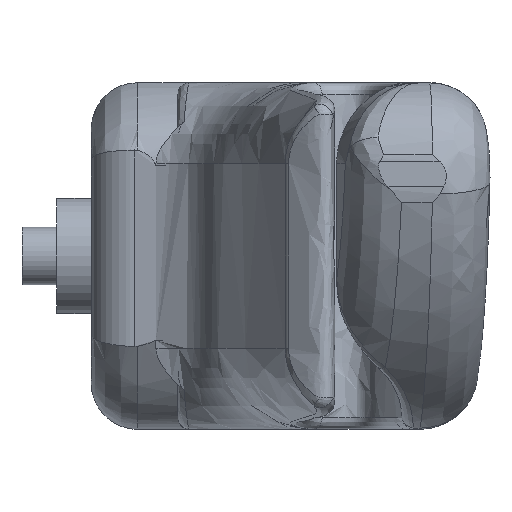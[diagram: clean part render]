
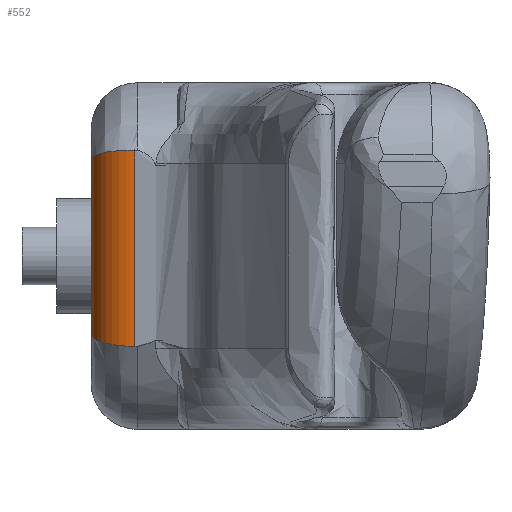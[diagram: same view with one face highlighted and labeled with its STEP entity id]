
A CAD part, left-side view. The second image highlights one B-rep face of the part: STEP entity #552.
In plain terms, the highlighted cylindrical face has radius 8 mm (diameter 16 mm), a partial arc.
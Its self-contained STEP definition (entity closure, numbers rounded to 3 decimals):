
#172 = CARTESIAN_POINT ( 'NONE',  ( 41.243, 37.5, 18.355 ) ) ;
#353 = CARTESIAN_POINT ( 'NONE',  ( 49.228, 45., -13.579 ) ) ;
#552 = ADVANCED_FACE ( 'NONE', ( #7104 ), #3344, .T. ) ;
#555 = LINE ( 'NONE', #6954, #3278 ) ;
#822 = ORIENTED_EDGE ( 'NONE', *, *, #8522, .T. ) ;
#881 = ORIENTED_EDGE ( 'NONE', *, *, #3767, .F. ) ;
#1061 = CARTESIAN_POINT ( 'NONE',  ( 46.804, 44.64, 17.186 ) ) ;
#1297 = CARTESIAN_POINT ( 'NONE',  ( 42.486, 41.337, -15.338 ) ) ;
#1413 = CARTESIAN_POINT ( 'NONE',  ( 43.426, 42.531, -15.094 ) ) ;
#1443 = VERTEX_POINT ( 'NONE', #10565 ) ;
#1470 = CARTESIAN_POINT ( 'NONE',  ( 46.777, 44.632, -14.222 ) ) ;
#1526 = DIRECTION ( 'NONE',  ( 0., 0., 1. ) ) ;
#1531 = ORIENTED_EDGE ( 'NONE', *, *, #2293, .F. ) ;
#1757 = DIRECTION ( 'NONE',  ( 0., 0., -1. ) ) ;
#1819 = CARTESIAN_POINT ( 'NONE',  ( 41.243, 37.5, 18.4 ) ) ;
#1884 = CARTESIAN_POINT ( 'NONE',  ( 45.883, 44.272, 17.414 ) ) ;
#2178 = CARTESIAN_POINT ( 'NONE',  ( 41.243, 37.5, -15.66 ) ) ;
#2239 = CARTESIAN_POINT ( 'NONE',  ( 44.161, 43.212, -14.903 ) ) ;
#2293 = EDGE_CURVE ( 'NONE', #1443, #4162, #6378, .T. ) ;
#2331 = VERTEX_POINT ( 'NONE', #11046 ) ;
#2601 = CARTESIAN_POINT ( 'NONE',  ( 41.798, 39.978, 18.256 ) ) ;
#2768 = CARTESIAN_POINT ( 'NONE',  ( 47.279, 44.775, 17.06 ) ) ;
#2822 = CARTESIAN_POINT ( 'NONE',  ( 41.898, 40.216, 18.238 ) ) ;
#2905 = CARTESIAN_POINT ( 'NONE',  ( 49.228, 45., -13.579 ) ) ;
#3253 = DIRECTION ( 'NONE',  ( 0., 0., 1. ) ) ;
#3278 = VECTOR ( 'NONE', #3253, 1000. ) ;
#3344 = CYLINDRICAL_SURFACE ( 'NONE', #10214, 8. ) ;
#3377 = ORIENTED_EDGE ( 'NONE', *, *, #9808, .F. ) ;
#3652 = CARTESIAN_POINT ( 'NONE',  ( 49.228, 45., 16.454 ) ) ;
#3707 = CARTESIAN_POINT ( 'NONE',  ( 43.433, 42.539, 17.947 ) ) ;
#3767 = EDGE_CURVE ( 'NONE', #7393, #1443, #555, .T. ) ;
#4162 = VERTEX_POINT ( 'NONE', #6528 ) ;
#4221 = CARTESIAN_POINT ( 'NONE',  ( 41.548, 39.255, -15.581 ) ) ;
#4248 = EDGE_LOOP ( 'NONE', ( #822, #3377, #1531, #881 ) ) ;
#4579 = CARTESIAN_POINT ( 'NONE',  ( 43.089, 42.155, 18.014 ) ) ;
#5050 = CARTESIAN_POINT ( 'NONE',  ( 42.227, 40.905, -15.405 ) ) ;
#5471 = CARTESIAN_POINT ( 'NONE',  ( 45.435, 44.048, 17.519 ) ) ;
#5528 = CARTESIAN_POINT ( 'NONE',  ( 41.356, 38.517, 18.335 ) ) ;
#5821 = CARTESIAN_POINT ( 'NONE',  ( 46.086, 44.362, -14.403 ) ) ;
#5911 = B_SPLINE_CURVE_WITH_KNOTS ( 'NONE', 3,
 ( #353, #6871, #9521, #7751, #1470, #5821, #9462, #6639, #10399, #10227, #2239, #1413, #6701, #1297, #5050, #10458, #11165, #9575, #4221, #8698, #7640, #2178 ),
 .UNSPECIFIED., .F., .F.,
 ( 4, 2, 2, 2, 2, 2, 2, 2, 2, 2, 4 ),
 ( 0., 0.002, 0.003, 0.004, 0.005, 0.006, 0.008, 0.009, 0.01, 0.011, 0.012 ),
 .UNSPECIFIED. ) ;
#6185 = CARTESIAN_POINT ( 'NONE',  ( 48.743, 45., 16.622 ) ) ;
#6224 = CARTESIAN_POINT ( 'NONE',  ( 49.228, 37., 0.513 ) ) ;
#6378 = B_SPLINE_CURVE_WITH_KNOTS ( 'NONE', 3,
 ( #3652, #6185, #10820, #2768, #1061, #9936, #1884, #5471, #9056, #8003, #11589, #3707, #4579, #10874, #9989, #2822, #2601, #10653, #6408, #5528, #8227, #172 ),
 .UNSPECIFIED., .F., .F.,
 ( 4, 2, 2, 2, 2, 2, 2, 2, 2, 2, 4 ),
 ( 0., 0.002, 0.003, 0.004, 0.005, 0.006, 0.008, 0.009, 0.01, 0.011, 0.012 ),
 .UNSPECIFIED. ) ;
#6408 = CARTESIAN_POINT ( 'NONE',  ( 41.548, 39.255, 18.301 ) ) ;
#6528 = CARTESIAN_POINT ( 'NONE',  ( 41.243, 37.5, 18.355 ) ) ;
#6639 = CARTESIAN_POINT ( 'NONE',  ( 45.414, 44.037, -14.578 ) ) ;
#6701 = CARTESIAN_POINT ( 'NONE',  ( 43.085, 42.15, -15.183 ) ) ;
#6871 = CARTESIAN_POINT ( 'NONE',  ( 48.731, 45., -13.71 ) ) ;
#6954 = CARTESIAN_POINT ( 'NONE',  ( 49.228, 45., 30. ) ) ;
#6989 = DIRECTION ( 'NONE',  ( 1., 0., 0. ) ) ;
#7104 = FACE_OUTER_BOUND ( 'NONE', #4248, .T. ) ;
#7393 = VERTEX_POINT ( 'NONE', #2905 ) ;
#7640 = CARTESIAN_POINT ( 'NONE',  ( 41.275, 38.015, -15.652 ) ) ;
#7751 = CARTESIAN_POINT ( 'NONE',  ( 47.253, 44.768, -14.098 ) ) ;
#8003 = CARTESIAN_POINT ( 'NONE',  ( 44.573, 43.526, 17.712 ) ) ;
#8227 = CARTESIAN_POINT ( 'NONE',  ( 41.275, 38.014, 18.349 ) ) ;
#8522 = EDGE_CURVE ( 'NONE', #7393, #2331, #5911, .T. ) ;
#8558 = VECTOR ( 'NONE', #1757, 1000. ) ;
#8698 = CARTESIAN_POINT ( 'NONE',  ( 41.357, 38.518, -15.631 ) ) ;
#8704 = LINE ( 'NONE', #1819, #8558 ) ;
#9056 = CARTESIAN_POINT ( 'NONE',  ( 45.214, 43.925, 17.569 ) ) ;
#9462 = CARTESIAN_POINT ( 'NONE',  ( 45.86, 44.261, -14.462 ) ) ;
#9521 = CARTESIAN_POINT ( 'NONE',  ( 48.234, 44.954, -13.841 ) ) ;
#9575 = CARTESIAN_POINT ( 'NONE',  ( 41.623, 39.498, -15.562 ) ) ;
#9808 = EDGE_CURVE ( 'NONE', #4162, #2331, #8704, .T. ) ;
#9936 = CARTESIAN_POINT ( 'NONE',  ( 46.111, 44.372, 17.359 ) ) ;
#9989 = CARTESIAN_POINT ( 'NONE',  ( 42.228, 40.906, 18.178 ) ) ;
#10214 = AXIS2_PLACEMENT_3D ( 'NONE', #6224, #1526, #6989 ) ;
#10227 = CARTESIAN_POINT ( 'NONE',  ( 44.558, 43.515, -14.801 ) ) ;
#10399 = CARTESIAN_POINT ( 'NONE',  ( 45.195, 43.914, -14.635 ) ) ;
#10458 = CARTESIAN_POINT ( 'NONE',  ( 41.898, 40.216, -15.491 ) ) ;
#10565 = CARTESIAN_POINT ( 'NONE',  ( 49.228, 45., 16.454 ) ) ;
#10653 = CARTESIAN_POINT ( 'NONE',  ( 41.623, 39.497, 18.287 ) ) ;
#10820 = CARTESIAN_POINT ( 'NONE',  ( 48.253, 44.956, 16.777 ) ) ;
#10874 = CARTESIAN_POINT ( 'NONE',  ( 42.488, 41.34, 18.129 ) ) ;
#11046 = CARTESIAN_POINT ( 'NONE',  ( 41.243, 37.5, -15.66 ) ) ;
#11165 = CARTESIAN_POINT ( 'NONE',  ( 41.798, 39.978, -15.517 ) ) ;
#11589 = CARTESIAN_POINT ( 'NONE',  ( 44.174, 43.222, 17.796 ) ) ;
